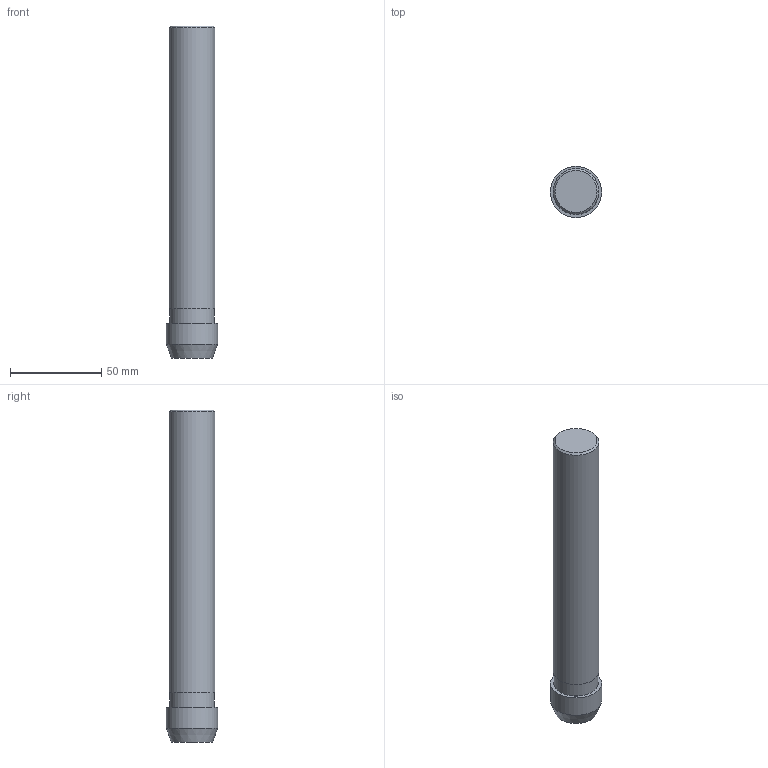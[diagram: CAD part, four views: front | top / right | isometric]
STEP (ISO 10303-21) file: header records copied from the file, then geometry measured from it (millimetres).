
FILE_DESCRIPTION(/* description */ (''),/* implementation_level */ '2;1');
FILE_NAME(/* name */ '1493025807484.stp',/* time_stamp */ '2017-04-24T11:23:30+02:00',/* author */ (''),/* organization */ ('SMS'),/* preprocessor_version */ 'ST-DEVELOPER v15',/* originating_system */ 'SIEMENS PLM Software NX 8.5',/* authorisation */ '');
FILE_SCHEMA (('AUTOMOTIVE_DESIGN { 1 0 10303 214 3 1 1 1 }'));
Length unit declared in the file: millimetre
Products named in the file (1): 393.14-2520170A-636200751730586915-1
Bounding box: 28 x 28 x 181.5 mm (x, y, z)
Volume: 90326 mm3; surface area: 15430.1 mm2
Topology: 1 solids, 1 shells, 10 faces, 15 edges, 12 vertices
Faces by surface type: plane 4, cone 3, cylinder 3
Full cylindrical faces by diameter (mm): 24.1 x1, 25 x1, 28 x1
Entity records: 272 total; most frequent: DIRECTION 48, CARTESIAN_POINT 36, AXIS2_PLACEMENT_3D 24, EDGE_LOOP 18, ORIENTED_EDGE 18, FACE_BOUND 16, ADVANCED_FACE 10, VERTEX_POINT 9
